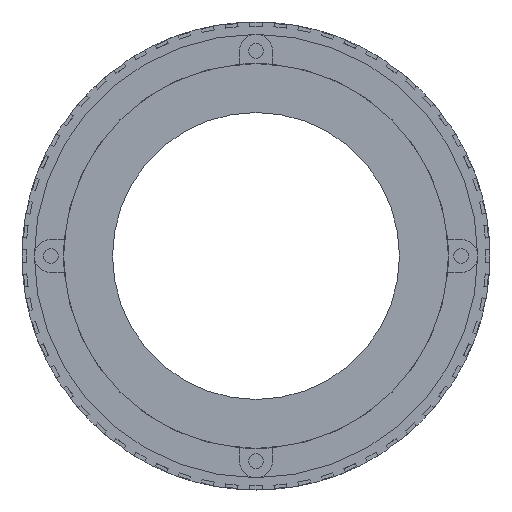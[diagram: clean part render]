
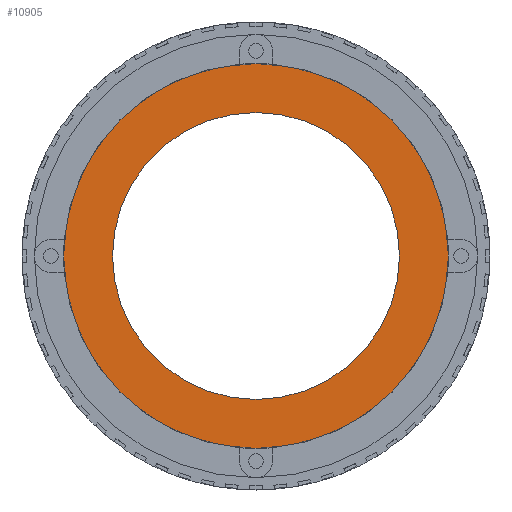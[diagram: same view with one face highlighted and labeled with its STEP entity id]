
A CAD part, front view. The second image highlights one B-rep face of the part: STEP entity #10905.
In plain terms, the highlighted planar face has unit normal (0, -1, 0).
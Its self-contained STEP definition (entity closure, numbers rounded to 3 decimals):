
#236 = DIRECTION ( 'NONE',  ( 0., -1., 0. ) ) ;
#303 = EDGE_CURVE ( 'NONE', #5821, #1882, #4934, .T. ) ;
#499 = ORIENTED_EDGE ( 'NONE', *, *, #6574, .T. ) ;
#763 = DIRECTION ( 'NONE',  ( 0., 0., -1. ) ) ;
#1178 = CARTESIAN_POINT ( 'NONE',  ( 0., 20.546, -23.435 ) ) ;
#1726 = PLANE ( 'NONE',  #4577 ) ;
#1781 = DIRECTION ( 'NONE',  ( 0., -1., 0. ) ) ;
#1844 = CARTESIAN_POINT ( 'NONE',  ( -18.059, 20.546, 0. ) ) ;
#1882 = VERTEX_POINT ( 'NONE', #1914 ) ;
#1914 = CARTESIAN_POINT ( 'NONE',  ( 0., 20.546, -17.479 ) ) ;
#2030 = CIRCLE ( 'NONE', #7270, 17.479 ) ;
#2889 = CARTESIAN_POINT ( 'NONE',  ( 0., 20.546, 0. ) ) ;
#3028 = CARTESIAN_POINT ( 'NONE',  ( 0., 20.546, 0. ) ) ;
#3140 = ORIENTED_EDGE ( 'NONE', *, *, #4761, .F. ) ;
#3233 = VERTEX_POINT ( 'NONE', #1178 ) ;
#4094 = DIRECTION ( 'NONE',  ( 0., 0., -1. ) ) ;
#4577 = AXIS2_PLACEMENT_3D ( 'NONE', #1844, #12238, #7644 ) ;
#4647 = CIRCLE ( 'NONE', #10479, 23.435 ) ;
#4761 = EDGE_CURVE ( 'NONE', #1882, #5821, #2030, .T. ) ;
#4818 = CIRCLE ( 'NONE', #11851, 23.435 ) ;
#4934 = CIRCLE ( 'NONE', #6535, 17.479 ) ;
#5582 = DIRECTION ( 'NONE',  ( 0., 0., -1. ) ) ;
#5789 = EDGE_LOOP ( 'NONE', ( #499, #8798 ) ) ;
#5821 = VERTEX_POINT ( 'NONE', #8441 ) ;
#6055 = DIRECTION ( 'NONE',  ( 0., -1., 0. ) ) ;
#6535 = AXIS2_PLACEMENT_3D ( 'NONE', #12179, #1781, #763 ) ;
#6574 = EDGE_CURVE ( 'NONE', #3233, #11493, #4647, .T. ) ;
#6733 = ORIENTED_EDGE ( 'NONE', *, *, #303, .F. ) ;
#6941 = DIRECTION ( 'NONE',  ( 0., 0., -1. ) ) ;
#7110 = CARTESIAN_POINT ( 'NONE',  ( 0., 20.546, 23.435 ) ) ;
#7270 = AXIS2_PLACEMENT_3D ( 'NONE', #2889, #236, #4094 ) ;
#7591 = DIRECTION ( 'NONE',  ( 0., -1., 0. ) ) ;
#7644 = DIRECTION ( 'NONE',  ( 0., 0., 1. ) ) ;
#7865 = EDGE_LOOP ( 'NONE', ( #3140, #6733 ) ) ;
#8441 = CARTESIAN_POINT ( 'NONE',  ( 0., 20.546, 17.479 ) ) ;
#8798 = ORIENTED_EDGE ( 'NONE', *, *, #12439, .T. ) ;
#9286 = FACE_OUTER_BOUND ( 'NONE', #5789, .T. ) ;
#9293 = CARTESIAN_POINT ( 'NONE',  ( 0., 20.546, 0. ) ) ;
#10479 = AXIS2_PLACEMENT_3D ( 'NONE', #9293, #7591, #5582 ) ;
#10905 = ADVANCED_FACE ( 'NONE', ( #11289, #9286 ), #1726, .F. ) ;
#11289 = FACE_BOUND ( 'NONE', #7865, .T. ) ;
#11493 = VERTEX_POINT ( 'NONE', #7110 ) ;
#11851 = AXIS2_PLACEMENT_3D ( 'NONE', #3028, #6055, #6941 ) ;
#12179 = CARTESIAN_POINT ( 'NONE',  ( 0., 20.546, 0. ) ) ;
#12238 = DIRECTION ( 'NONE',  ( 0., 1., 0. ) ) ;
#12439 = EDGE_CURVE ( 'NONE', #11493, #3233, #4818, .T. ) ;
